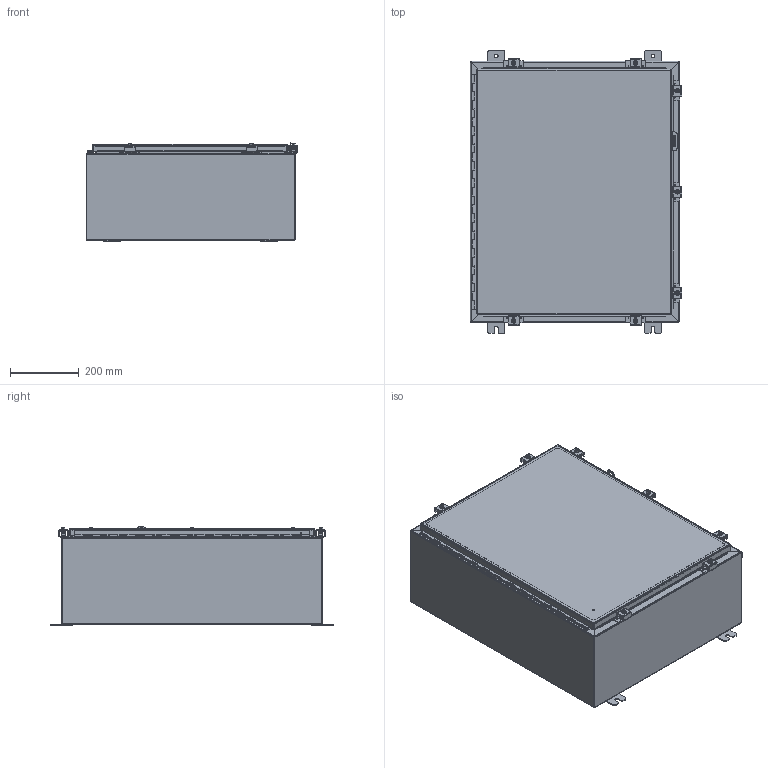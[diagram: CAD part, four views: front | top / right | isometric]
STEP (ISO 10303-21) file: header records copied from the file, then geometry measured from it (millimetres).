
FILE_DESCRIPTION (( 'STEP AP214' ), '1' );
FILE_NAME ('SSN4302410.STEP', '2016-02-09T20:53:51', ( '' ), ( '' ), 'SwSTEP 2.0', 'SolidWorks 2014', '' );
FILE_SCHEMA (( 'AUTOMOTIVE_DESIGN' ));
Length unit declared in the file: inch
Products named in the file (19): HFW30825-4; HFW30825-3; 30818; 30824; 38859; 328139; HFW30825-2; SSN43024LID; 38412; 34871; 32912; SSN4302410BKP; 328139L; 30824-1; 328139P; 328139T; SSN4302410; 38846; 28x22
Assembly tree (36 placements, depth 3):
  SSN4302410
    34871  x4
    38412
    SSN4302410BKP
    32912
    28x22
    38846
    SSN43024LID
    328139
      328139L
      328139P
      328139T
    38859  x4
    30824  x7
      30824-1
      HFW30825-2
      HFW30825-3
      HFW30825-4
    30818  x7
Bounding box: 617.49 x 825.5 x 288.42 mm (x, y, z)
Volume: 3670933 mm3; surface area: 3807874 mm2
Topology: 52 solids, 52 shells, 2111 faces, 5499 edges, 3532 vertices
Faces by surface type: cylinder 935, plane 805, bspline 201, torus 88, sphere 42, cone 40
Entity records: 42088 total; most frequent: CARTESIAN_POINT 11068, DIRECTION 4755, ORIENTED_EDGE 4734, EDGE_CURVE 2367, AXIS2_PLACEMENT_3D 1677, VERTEX_POINT 1510, VECTOR 1401, LINE 1401
